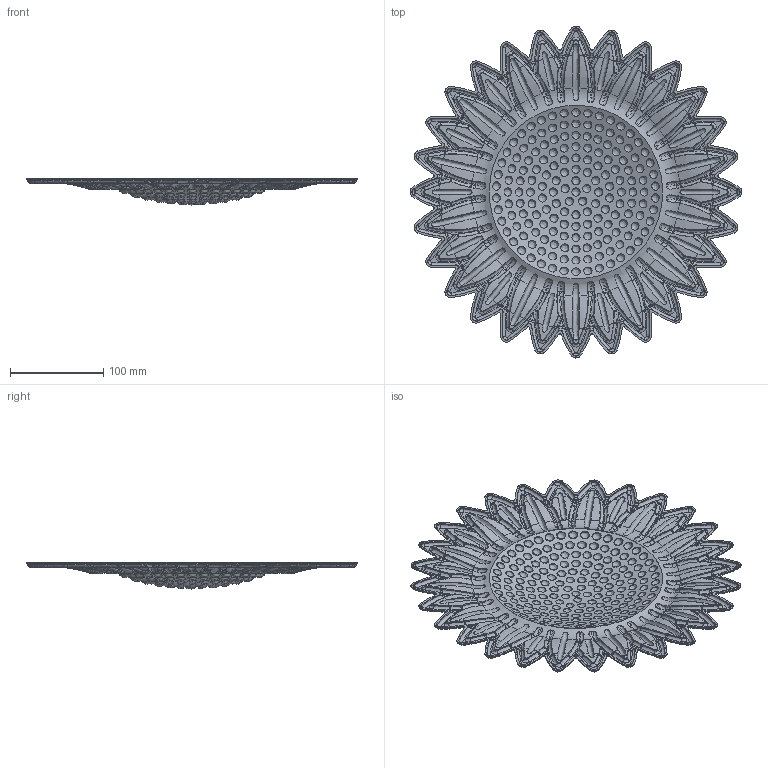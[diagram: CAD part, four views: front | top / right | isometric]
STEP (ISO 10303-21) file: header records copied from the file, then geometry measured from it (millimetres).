
FILE_DESCRIPTION(('FreeCAD Model'),'2;1');
FILE_NAME('Open CASCADE Shape Model','2025-04-27T19:13:23',('FreeCAD'),( 'FreeCAD'),'Open CASCADE STEP processor 7.6','FreeCAD','Unknown');
FILE_SCHEMA(('AUTOMOTIVE_DESIGN { 1 0 10303 214 1 1 1 1 }'));
Products named in the file (1): Open CASCADE STEP translator 7.6 1
Bounding box: 355.7 x 355.7 x 28.26 mm (x, y, z)
Volume: 114289.3 mm3; surface area: 227910.9 mm2
Topology: 1 solids, 1 shells, 3174 faces, 7290 edges, 4348 vertices
Faces by surface type: bspline 3174
Entity records: 325152 total; most frequent: CARTESIAN_POINT 284731, ORIENTED_EDGE 14356, EDGE_CURVE 7178, VERTEX_POINT 4348, B_SPLINE_CURVE_WITH_KNOTS 3894, FACE_BOUND 3516, EDGE_LOOP 3516, ADVANCED_FACE 3174
